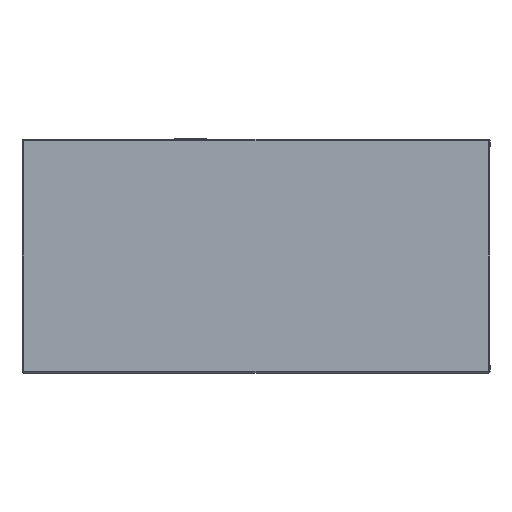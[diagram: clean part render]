
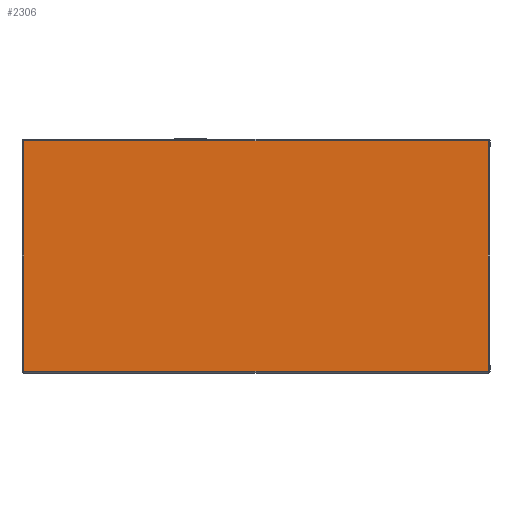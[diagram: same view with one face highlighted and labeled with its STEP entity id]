
A CAD part, left-side view. The second image highlights one B-rep face of the part: STEP entity #2306.
In plain terms, the highlighted planar face has unit normal (-1, 0, 0).
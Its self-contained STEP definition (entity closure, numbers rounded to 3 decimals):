
#82 = VERTEX_POINT ( 'NONE', #5214 ) ;
#173 = EDGE_CURVE ( 'NONE', #2925, #82, #3507, .T. ) ;
#402 = LINE ( 'NONE', #448, #5021 ) ;
#426 = AXIS2_PLACEMENT_3D ( 'NONE', #1232, #4253, #1667 ) ;
#448 = CARTESIAN_POINT ( 'NONE',  ( -1., -0.6, 0.595 ) ) ;
#455 = VECTOR ( 'NONE', #5445, 1000. ) ;
#881 = DIRECTION ( 'NONE',  ( 0., -1., 0. ) ) ;
#1232 = CARTESIAN_POINT ( 'NONE',  ( -1., -0.6, 0.02 ) ) ;
#1329 = CARTESIAN_POINT ( 'NONE',  ( -1., 0.595, 0.02 ) ) ;
#1444 = VERTEX_POINT ( 'NONE', #2744 ) ;
#1526 = CARTESIAN_POINT ( 'NONE',  ( -1., -0.595, 0.02 ) ) ;
#1667 = DIRECTION ( 'NONE',  ( 0., 0., -1. ) ) ;
#1793 = CARTESIAN_POINT ( 'NONE',  ( -1., -0.6, 0.005 ) ) ;
#2112 = EDGE_CURVE ( 'NONE', #1444, #2918, #2768, .T. ) ;
#2214 = DIRECTION ( 'NONE',  ( 0., 1., 0. ) ) ;
#2306 = ADVANCED_FACE ( 'NONE', ( #2971 ), #5106, .F. ) ;
#2674 = CARTESIAN_POINT ( 'NONE',  ( -1., -0.595, 0.595 ) ) ;
#2744 = CARTESIAN_POINT ( 'NONE',  ( -1., -0.595, 0.005 ) ) ;
#2768 = LINE ( 'NONE', #1526, #455 ) ;
#2879 = EDGE_CURVE ( 'NONE', #82, #1444, #3295, .T. ) ;
#2918 = VERTEX_POINT ( 'NONE', #2674 ) ;
#2925 = VERTEX_POINT ( 'NONE', #4438 ) ;
#2971 = FACE_OUTER_BOUND ( 'NONE', #2992, .T. ) ;
#2992 = EDGE_LOOP ( 'NONE', ( #4082, #4099, #4850, #3798 ) ) ;
#3067 = DIRECTION ( 'NONE',  ( 0., 0., -1. ) ) ;
#3247 = EDGE_CURVE ( 'NONE', #2918, #2925, #402, .T. ) ;
#3295 = LINE ( 'NONE', #1793, #4450 ) ;
#3507 = LINE ( 'NONE', #1329, #5272 ) ;
#3798 = ORIENTED_EDGE ( 'NONE', *, *, #2112, .T. ) ;
#4082 = ORIENTED_EDGE ( 'NONE', *, *, #3247, .T. ) ;
#4099 = ORIENTED_EDGE ( 'NONE', *, *, #173, .T. ) ;
#4253 = DIRECTION ( 'NONE',  ( 1., 0., 0. ) ) ;
#4438 = CARTESIAN_POINT ( 'NONE',  ( -1., 0.595, 0.595 ) ) ;
#4450 = VECTOR ( 'NONE', #881, 1000. ) ;
#4850 = ORIENTED_EDGE ( 'NONE', *, *, #2879, .T. ) ;
#5021 = VECTOR ( 'NONE', #2214, 1000. ) ;
#5106 = PLANE ( 'NONE',  #426 ) ;
#5214 = CARTESIAN_POINT ( 'NONE',  ( -1., 0.595, 0.005 ) ) ;
#5272 = VECTOR ( 'NONE', #3067, 1000. ) ;
#5445 = DIRECTION ( 'NONE',  ( 0., 0., 1. ) ) ;
